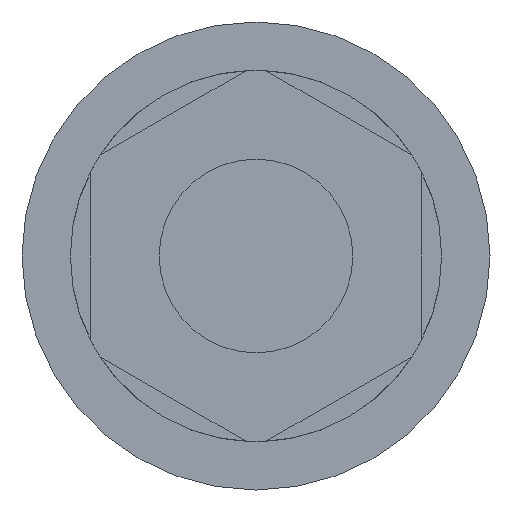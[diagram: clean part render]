
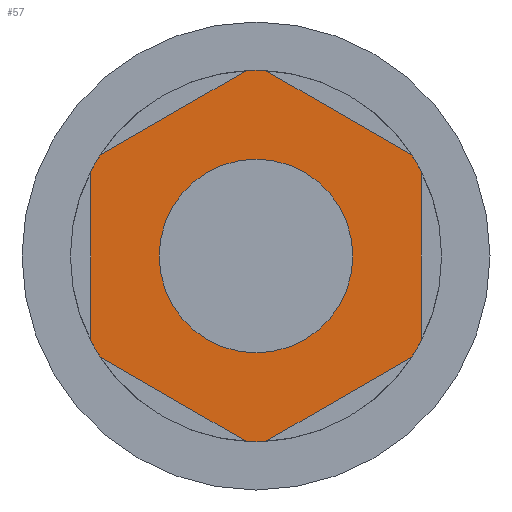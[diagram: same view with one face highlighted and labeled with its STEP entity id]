
A CAD part, left-side view. The second image highlights one B-rep face of the part: STEP entity #57.
In plain terms, the highlighted planar face has unit normal (-1, 0, 0).
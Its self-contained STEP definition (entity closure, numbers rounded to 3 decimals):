
#57 = ADVANCED_FACE( '', ( #131, #132 ), #133, .F. );
#131 = FACE_OUTER_BOUND( '', #230, .T. );
#132 = FACE_BOUND( '', #231, .T. );
#133 = PLANE( '', #232 );
#230 = EDGE_LOOP( '', ( #334, #335, #336, #337, #338, #339, #340, #341, #342, #343, #344, #345 ) );
#231 = EDGE_LOOP( '', ( #346 ) );
#232 = AXIS2_PLACEMENT_3D( '', #347, #348, #349 );
#334 = ORIENTED_EDGE( '', *, *, #537, .F. );
#335 = ORIENTED_EDGE( '', *, *, #538, .F. );
#336 = ORIENTED_EDGE( '', *, *, #539, .F. );
#337 = ORIENTED_EDGE( '', *, *, #529, .F. );
#338 = ORIENTED_EDGE( '', *, *, #540, .F. );
#339 = ORIENTED_EDGE( '', *, *, #541, .F. );
#340 = ORIENTED_EDGE( '', *, *, #542, .F. );
#341 = ORIENTED_EDGE( '', *, *, #543, .F. );
#342 = ORIENTED_EDGE( '', *, *, #544, .F. );
#343 = ORIENTED_EDGE( '', *, *, #545, .F. );
#344 = ORIENTED_EDGE( '', *, *, #546, .F. );
#345 = ORIENTED_EDGE( '', *, *, #547, .F. );
#346 = ORIENTED_EDGE( '', *, *, #548, .T. );
#347 = CARTESIAN_POINT( '', ( -8., 0., -12. ) );
#348 = DIRECTION( '', ( 1., 0., 0. ) );
#349 = DIRECTION( '', ( 0., 0., -1. ) );
#529 = EDGE_CURVE( '', #610, #611, #612, .T. );
#537 = EDGE_CURVE( '', #624, #625, #626, .T. );
#538 = EDGE_CURVE( '', #627, #624, #628, .T. );
#539 = EDGE_CURVE( '', #611, #627, #629, .T. );
#540 = EDGE_CURVE( '', #630, #610, #631, .T. );
#541 = EDGE_CURVE( '', #632, #630, #633, .T. );
#542 = EDGE_CURVE( '', #634, #632, #635, .T. );
#543 = EDGE_CURVE( '', #636, #634, #637, .T. );
#544 = EDGE_CURVE( '', #638, #636, #639, .T. );
#545 = EDGE_CURVE( '', #640, #638, #641, .T. );
#546 = EDGE_CURVE( '', #642, #640, #643, .T. );
#547 = EDGE_CURVE( '', #625, #642, #644, .T. );
#548 = EDGE_CURVE( '', #645, #645, #646, .T. );
#610 = VERTEX_POINT( '', #728 );
#611 = VERTEX_POINT( '', #729 );
#612 = LINE( '', #730, #731 );
#624 = VERTEX_POINT( '', #747 );
#625 = VERTEX_POINT( '', #748 );
#626 = CIRCLE( '', #749, 23. );
#627 = VERTEX_POINT( '', #750 );
#628 = LINE( '', #751, #752 );
#629 = CIRCLE( '', #753, 23. );
#630 = VERTEX_POINT( '', #754 );
#631 = CIRCLE( '', #755, 23. );
#632 = VERTEX_POINT( '', #756 );
#633 = LINE( '', #757, #758 );
#634 = VERTEX_POINT( '', #759 );
#635 = CIRCLE( '', #760, 23. );
#636 = VERTEX_POINT( '', #761 );
#637 = LINE( '', #762, #763 );
#638 = VERTEX_POINT( '', #764 );
#639 = CIRCLE( '', #765, 23. );
#640 = VERTEX_POINT( '', #766 );
#641 = LINE( '', #767, #768 );
#642 = VERTEX_POINT( '', #769 );
#643 = CIRCLE( '', #770, 23. );
#644 = LINE( '', #771, #772 );
#645 = VERTEX_POINT( '', #773 );
#646 = CIRCLE( '', #774, 12. );
#728 = CARTESIAN_POINT( '', ( -8., -20.5, 10.428 ) );
#729 = CARTESIAN_POINT( '', ( -8., -20.5, -10.428 ) );
#730 = CARTESIAN_POINT( '', ( -8., -20.5, 10.428 ) );
#731 = VECTOR( '', #870, 1000. );
#747 = CARTESIAN_POINT( '', ( -8., -1.219, -22.968 ) );
#748 = CARTESIAN_POINT( '', ( -8., 1.219, -22.968 ) );
#749 = AXIS2_PLACEMENT_3D( '', #878, #879, #880 );
#750 = CARTESIAN_POINT( '', ( -8., -19.281, -12.539 ) );
#751 = CARTESIAN_POINT( '', ( -8., -19.281, -12.539 ) );
#752 = VECTOR( '', #881, 1000. );
#753 = AXIS2_PLACEMENT_3D( '', #882, #883, #884 );
#754 = CARTESIAN_POINT( '', ( -8., -19.281, 12.539 ) );
#755 = AXIS2_PLACEMENT_3D( '', #885, #886, #887 );
#756 = CARTESIAN_POINT( '', ( -8., -1.219, 22.968 ) );
#757 = CARTESIAN_POINT( '', ( -8., -1.219, 22.968 ) );
#758 = VECTOR( '', #888, 1000. );
#759 = CARTESIAN_POINT( '', ( -8., 1.219, 22.968 ) );
#760 = AXIS2_PLACEMENT_3D( '', #889, #890, #891 );
#761 = CARTESIAN_POINT( '', ( -8., 19.281, 12.539 ) );
#762 = CARTESIAN_POINT( '', ( -8., 19.281, 12.539 ) );
#763 = VECTOR( '', #892, 1000. );
#764 = CARTESIAN_POINT( '', ( -8., 20.5, 10.428 ) );
#765 = AXIS2_PLACEMENT_3D( '', #893, #894, #895 );
#766 = CARTESIAN_POINT( '', ( -8., 20.5, -10.428 ) );
#767 = CARTESIAN_POINT( '', ( -8., 20.5, -10.428 ) );
#768 = VECTOR( '', #896, 1000. );
#769 = CARTESIAN_POINT( '', ( -8., 19.281, -12.539 ) );
#770 = AXIS2_PLACEMENT_3D( '', #897, #898, #899 );
#771 = CARTESIAN_POINT( '', ( -8., 1.219, -22.968 ) );
#772 = VECTOR( '', #900, 1000. );
#773 = CARTESIAN_POINT( '', ( -8., 0., -12. ) );
#774 = AXIS2_PLACEMENT_3D( '', #901, #902, #903 );
#870 = DIRECTION( '', ( 0., 0., -1. ) );
#878 = CARTESIAN_POINT( '', ( -8., 0., 0. ) );
#879 = DIRECTION( '', ( 1., 0., 0. ) );
#880 = DIRECTION( '', ( 0., 0., -1. ) );
#881 = DIRECTION( '', ( 0., 0.866, -0.5 ) );
#882 = CARTESIAN_POINT( '', ( -8., 0., 0. ) );
#883 = DIRECTION( '', ( 1., 0., 0. ) );
#884 = DIRECTION( '', ( 0., 0., -1. ) );
#885 = CARTESIAN_POINT( '', ( -8., 0., 0. ) );
#886 = DIRECTION( '', ( 1., 0., 0. ) );
#887 = DIRECTION( '', ( 0., 0., -1. ) );
#888 = DIRECTION( '', ( 0., -0.866, -0.5 ) );
#889 = CARTESIAN_POINT( '', ( -8., 0., 0. ) );
#890 = DIRECTION( '', ( 1., 0., 0. ) );
#891 = DIRECTION( '', ( 0., 0., -1. ) );
#892 = DIRECTION( '', ( 0., -0.866, 0.5 ) );
#893 = CARTESIAN_POINT( '', ( -8., 0., 0. ) );
#894 = DIRECTION( '', ( 1., 0., 0. ) );
#895 = DIRECTION( '', ( 0., 0., -1. ) );
#896 = DIRECTION( '', ( 0., 0., 1. ) );
#897 = CARTESIAN_POINT( '', ( -8., 0., 0. ) );
#898 = DIRECTION( '', ( 1., 0., 0. ) );
#899 = DIRECTION( '', ( 0., 0., -1. ) );
#900 = DIRECTION( '', ( 0., 0.866, 0.5 ) );
#901 = CARTESIAN_POINT( '', ( -8., 0., 0. ) );
#902 = DIRECTION( '', ( 1., 0., 0. ) );
#903 = DIRECTION( '', ( 0., 0., -1. ) );
